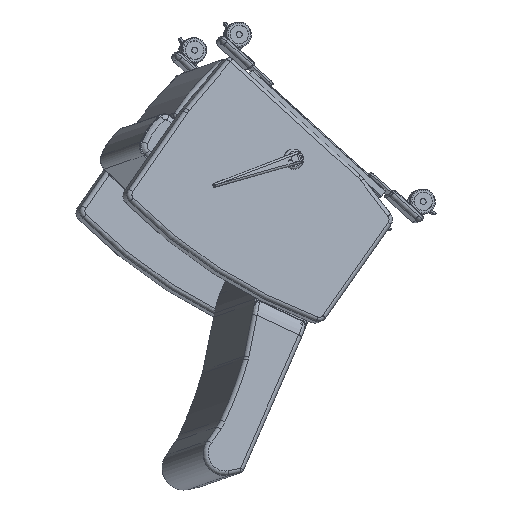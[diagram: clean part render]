
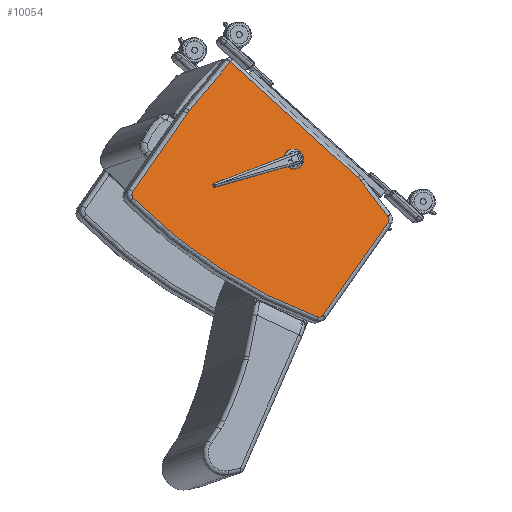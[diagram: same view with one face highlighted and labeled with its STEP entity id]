
A CAD part, left-side view. The second image highlights one B-rep face of the part: STEP entity #10054.
In plain terms, the highlighted face is planar.
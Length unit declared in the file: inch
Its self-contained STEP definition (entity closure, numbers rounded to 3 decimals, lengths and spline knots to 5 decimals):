
#919=CIRCLE('',#10906,0.625);
#924=CIRCLE('',#10912,0.5);
#926=CIRCLE('',#10915,59.625);
#927=CIRCLE('',#10917,0.625);
#933=CIRCLE('',#10925,4.5);
#936=CIRCLE('',#10932,2.625);
#1734=FACE_OUTER_BOUND('',#2376,.T.);
#2376=EDGE_LOOP('',(#7958,#7959,#7960,#7961,#7962,#7963,#7964,#7965,#7966,
#7967,#7968));
#3155=LINE('',#16549,#3914);
#3158=LINE('',#16597,#3917);
#3160=LINE('',#16606,#3919);
#3161=LINE('',#16620,#3920);
#3164=LINE('',#16627,#3923);
#3914=VECTOR('',#12855,0.3937);
#3917=VECTOR('',#12884,0.3937);
#3919=VECTOR('',#12896,0.3937);
#3920=VECTOR('',#12899,0.3937);
#3923=VECTOR('',#12906,0.3937);
#4655=VERTEX_POINT('',#16515);
#4657=VERTEX_POINT('',#16520);
#4658=VERTEX_POINT('',#16531);
#4660=VERTEX_POINT('',#16548);
#4662=VERTEX_POINT('',#16562);
#4665=VERTEX_POINT('',#16570);
#4666=VERTEX_POINT('',#16587);
#4668=VERTEX_POINT('',#16593);
#4670=VERTEX_POINT('',#16599);
#4673=VERTEX_POINT('',#16609);
#4674=VERTEX_POINT('',#16623);
#5789=EDGE_CURVE('',#4657,#4658,#919,.T.);
#5792=EDGE_CURVE('',#4658,#4660,#3155,.T.);
#5797=EDGE_CURVE('',#4660,#4662,#924,.T.);
#5799=EDGE_CURVE('',#4662,#4665,#926,.T.);
#5801=EDGE_CURVE('',#4665,#4666,#927,.T.);
#5806=EDGE_CURVE('',#4666,#4668,#3158,.T.);
#5809=EDGE_CURVE('',#4668,#4670,#933,.T.);
#5811=EDGE_CURVE('',#4670,#4655,#3160,.T.);
#5813=EDGE_CURVE('',#4673,#4657,#3161,.T.);
#5817=EDGE_CURVE('',#4655,#4674,#3164,.T.);
#5819=EDGE_CURVE('',#4674,#4673,#936,.T.);
#7958=ORIENTED_EDGE('',*,*,#5789,.F.);
#7959=ORIENTED_EDGE('',*,*,#5813,.F.);
#7960=ORIENTED_EDGE('',*,*,#5819,.F.);
#7961=ORIENTED_EDGE('',*,*,#5817,.F.);
#7962=ORIENTED_EDGE('',*,*,#5811,.F.);
#7963=ORIENTED_EDGE('',*,*,#5809,.F.);
#7964=ORIENTED_EDGE('',*,*,#5806,.F.);
#7965=ORIENTED_EDGE('',*,*,#5801,.F.);
#7966=ORIENTED_EDGE('',*,*,#5799,.F.);
#7967=ORIENTED_EDGE('',*,*,#5797,.F.);
#7968=ORIENTED_EDGE('',*,*,#5792,.F.);
#9712=PLANE('',#10966);
#10054=ADVANCED_FACE('',(#1734),#9712,.T.);
#10906=AXIS2_PLACEMENT_3D('',#16532,#12849,#12850);
#10912=AXIS2_PLACEMENT_3D('',#16566,#12863,#12864);
#10915=AXIS2_PLACEMENT_3D('',#16571,#12869,#12870);
#10917=AXIS2_PLACEMENT_3D('',#16588,#12873,#12874);
#10925=AXIS2_PLACEMENT_3D('',#16603,#12891,#12892);
#10932=AXIS2_PLACEMENT_3D('',#16630,#12911,#12912);
#10966=AXIS2_PLACEMENT_3D('',#16753,#12995,#12996);
#12849=DIRECTION('center_axis',(0.,0.,-1.));
#12850=DIRECTION('ref_axis',(-0.724,-0.69,0.));
#12855=DIRECTION('',(-0.099,0.995,0.));
#12863=DIRECTION('center_axis',(0.,0.,-1.));
#12864=DIRECTION('ref_axis',(-0.857,0.516,0.));
#12869=DIRECTION('center_axis',(0.,0.,-1.));
#12870=DIRECTION('ref_axis',(-0.167,0.986,0.));
#12873=DIRECTION('center_axis',(0.,0.,-1.));
#12874=DIRECTION('ref_axis',(0.709,0.705,0.));
#12884=DIRECTION('',(0.105,-0.994,0.));
#12891=DIRECTION('center_axis',(0.,0.,-1.));
#12892=DIRECTION('ref_axis',(0.998,0.061,0.));
#12896=DIRECTION('',(0.017,-1.,0.));
#12899=DIRECTION('',(-0.983,0.183,0.));
#12906=DIRECTION('',(-1.,0.,0.));
#12911=DIRECTION('center_axis',(0.,0.,-1.));
#12912=DIRECTION('ref_axis',(-0.093,-0.996,0.));
#12995=DIRECTION('center_axis',(0.,0.,1.));
#12996=DIRECTION('ref_axis',(1.,0.,0.));
#16515=CARTESIAN_POINT('',(13.64019,-8.80367,0.));
#16520=CARTESIAN_POINT('',(-12.30401,-7.80474,0.));
#16531=CARTESIAN_POINT('',(-12.8056,-7.28414,0.));
#16532=CARTESIAN_POINT('Origin',(-12.18763,-7.19067,0.));
#16548=CARTESIAN_POINT('',(-14.15484,6.21782,0.));
#16549=CARTESIAN_POINT('',(-13.08593,-4.47889,0.));
#16562=CARTESIAN_POINT('',(-13.84615,6.7305,0.));
#16566=CARTESIAN_POINT('Origin',(-13.65732,6.26753,0.));
#16570=CARTESIAN_POINT('',(11.75554,11.06645,0.));
#16571=CARTESIAN_POINT('Origin',(8.67221,-48.47877,0.));
#16587=CARTESIAN_POINT('',(12.29572,10.51238,0.));
#16588=CARTESIAN_POINT('Origin',(11.67417,10.44677,0.));
#16593=CARTESIAN_POINT('',(13.48834,-0.78649,0.));
#16597=CARTESIAN_POINT('',(12.79396,5.79203,0.));
#16599=CARTESIAN_POINT('',(13.51257,-1.1835,0.));
#16603=CARTESIAN_POINT('Origin',(9.0132,-1.25885,0.));
#16606=CARTESIAN_POINT('',(13.50113,-0.50047,0.));
#16609=CARTESIAN_POINT('',(-7.18501,-8.75809,0.));
#16620=CARTESIAN_POINT('',(-4.11551,-9.32976,0.));
#16623=CARTESIAN_POINT('',(-6.698,-8.80367,0.));
#16627=CARTESIAN_POINT('',(7.45016,-8.80367,0.));
#16630=CARTESIAN_POINT('Origin',(-6.698,-6.17867,0.));
#16753=CARTESIAN_POINT('Origin',(0.75168,-0.252,0.));
